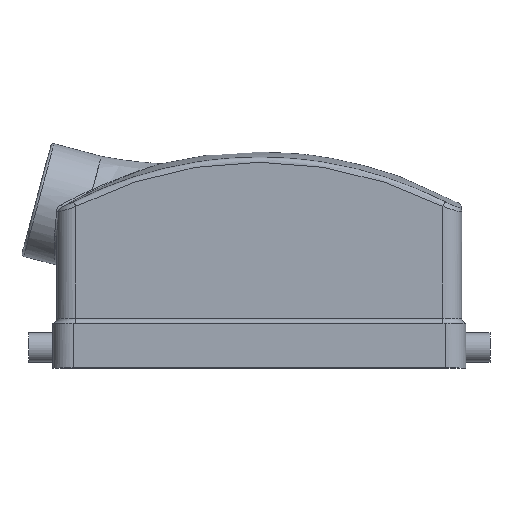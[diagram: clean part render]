
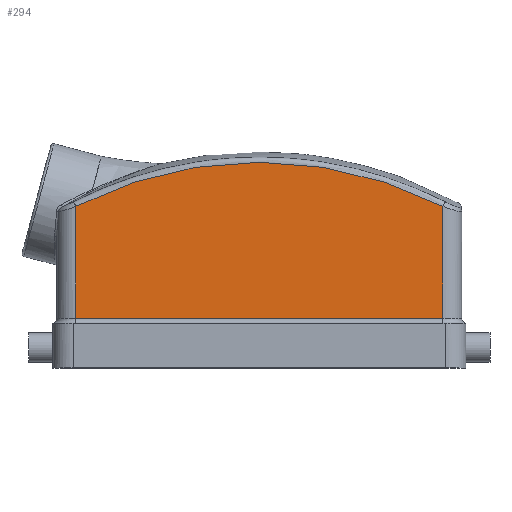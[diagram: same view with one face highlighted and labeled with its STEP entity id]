
A CAD part, top view. The second image highlights one B-rep face of the part: STEP entity #294.
In plain terms, the highlighted planar face has unit normal (0, 0, 1).
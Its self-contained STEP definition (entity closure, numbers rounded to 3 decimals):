
#152 = FACE_OUTER_BOUND ( 'NONE', #819, .T. ) ;
#294 = ADVANCED_FACE ( 'NONE', ( #152 ), #4404, .F. ) ;
#362 = EDGE_CURVE ( 'NONE', #2717, #2722, #5473, .T. ) ;
#705 = AXIS2_PLACEMENT_3D ( 'NONE', #4401, #4397, #4394 ) ;
#761 = VECTOR ( 'NONE', #4085, 1000. ) ;
#819 = EDGE_LOOP ( 'NONE', ( #2526, #2525, #2527, #2524 ) ) ;
#1212 = EDGE_CURVE ( 'NONE', #2714, #2717, #2873, .T. ) ;
#1213 = EDGE_CURVE ( 'NONE', #2714, #2716, #5495, .T. ) ;
#1214 = EDGE_CURVE ( 'NONE', #2722, #2716, #5496, .T. ) ;
#2371 = CARTESIAN_POINT ( 'NONE',  ( -53.5, 14.5, 20.5 ) ) ;
#2376 = CARTESIAN_POINT ( 'NONE',  ( -53.5, 47.109, 20.5 ) ) ;
#2377 = CARTESIAN_POINT ( 'NONE',  ( 53.5, 14.5, 20.5 ) ) ;
#2379 = CARTESIAN_POINT ( 'NONE',  ( 53.5, 47.109, 20.5 ) ) ;
#2524 = ORIENTED_EDGE ( 'NONE', *, *, #1212, .T. ) ;
#2525 = ORIENTED_EDGE ( 'NONE', *, *, #1214, .T. ) ;
#2526 = ORIENTED_EDGE ( 'NONE', *, *, #362, .T. ) ;
#2527 = ORIENTED_EDGE ( 'NONE', *, *, #1213, .F. ) ;
#2714 = VERTEX_POINT ( 'NONE', #2379 ) ;
#2716 = VERTEX_POINT ( 'NONE', #2377 ) ;
#2717 = VERTEX_POINT ( 'NONE', #2376 ) ;
#2722 = VERTEX_POINT ( 'NONE', #2371 ) ;
#2873 = CIRCLE ( 'NONE', #2881, 117.66 ) ;
#2881 = AXIS2_PLACEMENT_3D ( 'NONE', #3785, #3782, #3781 ) ;
#2882 = VECTOR ( 'NONE', #3778, 1000. ) ;
#2884 = VECTOR ( 'NONE', #3773, 1000. ) ;
#3773 = DIRECTION ( 'NONE',  ( 1., 0., 0. ) ) ;
#3774 = CARTESIAN_POINT ( 'NONE',  ( -53.5, 14.5, 20.5 ) ) ;
#3778 = DIRECTION ( 'NONE',  ( 0., -1., 0. ) ) ;
#3779 = CARTESIAN_POINT ( 'NONE',  ( 53.5, 44., 20.5 ) ) ;
#3781 = DIRECTION ( 'NONE',  ( -1., 0., 0. ) ) ;
#3782 = DIRECTION ( 'NONE',  ( 0., 0., 1. ) ) ;
#3785 = CARTESIAN_POINT ( 'NONE',  ( 0., -57.684, 20.5 ) ) ;
#4085 = DIRECTION ( 'NONE',  ( 0., -1., 0. ) ) ;
#4086 = CARTESIAN_POINT ( 'NONE',  ( -53.5, 44., 20.5 ) ) ;
#4394 = DIRECTION ( 'NONE',  ( -1., 0., 0. ) ) ;
#4397 = DIRECTION ( 'NONE',  ( 0., 0., -1. ) ) ;
#4401 = CARTESIAN_POINT ( 'NONE',  ( -53.5, 44., 20.5 ) ) ;
#4404 = PLANE ( 'NONE',  #705 ) ;
#5473 = LINE ( 'NONE', #4086, #761 ) ;
#5495 = LINE ( 'NONE', #3779, #2882 ) ;
#5496 = LINE ( 'NONE', #3774, #2884 ) ;
